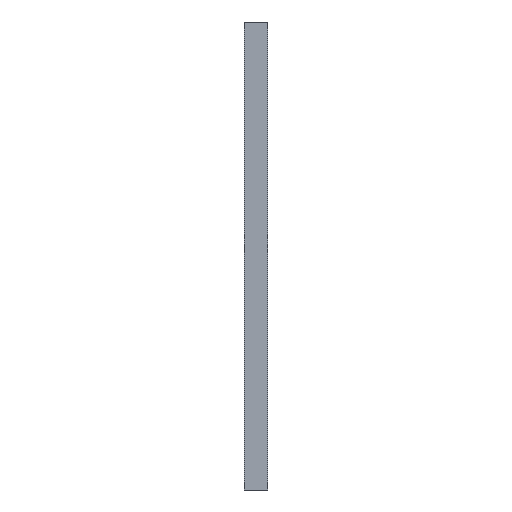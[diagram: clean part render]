
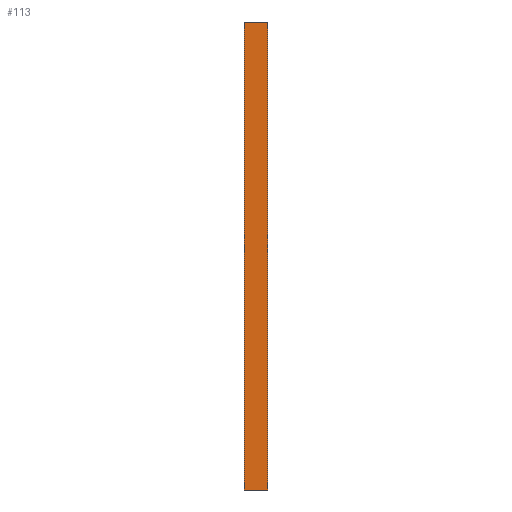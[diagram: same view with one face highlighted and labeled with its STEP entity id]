
A CAD part, left-side view. The second image highlights one B-rep face of the part: STEP entity #113.
In plain terms, the highlighted planar face has unit normal (-1, 0, 0).
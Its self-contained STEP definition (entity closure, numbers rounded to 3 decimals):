
#17 = EDGE_CURVE ( 'NONE', #644, #412, #1117, .T. ) ;
#86 = EDGE_CURVE ( 'NONE', #625, #412, #350, .T. ) ;
#113 = ADVANCED_FACE ( 'NONE', ( #1175 ), #1141, .T. ) ;
#145 = EDGE_CURVE ( 'NONE', #610, #625, #864, .T. ) ;
#243 = EDGE_CURVE ( 'NONE', #610, #644, #1852, .T. ) ;
#297 = VECTOR ( 'NONE', #1196, 1000. ) ;
#350 = LINE ( 'NONE', #562, #1969 ) ;
#412 = VERTEX_POINT ( 'NONE', #1606 ) ;
#554 = DIRECTION ( 'NONE',  ( 0., 0., 1. ) ) ;
#562 = CARTESIAN_POINT ( 'NONE',  ( -419.8, 17.8, -82.75 ) ) ;
#567 = DIRECTION ( 'NONE',  ( -1., 0., 0. ) ) ;
#571 = DIRECTION ( 'NONE',  ( 0., 0., 1. ) ) ;
#610 = VERTEX_POINT ( 'NONE', #1659 ) ;
#625 = VERTEX_POINT ( 'NONE', #1533 ) ;
#627 = CARTESIAN_POINT ( 'NONE',  ( -419.8, 11.45, -82.75 ) ) ;
#644 = VERTEX_POINT ( 'NONE', #1633 ) ;
#654 = CARTESIAN_POINT ( 'NONE',  ( -419.8, 11.45, -82.75 ) ) ;
#680 = ORIENTED_EDGE ( 'NONE', *, *, #145, .F. ) ;
#695 = EDGE_LOOP ( 'NONE', ( #956, #680, #1278, #946 ) ) ;
#864 = LINE ( 'NONE', #654, #2044 ) ;
#946 = ORIENTED_EDGE ( 'NONE', *, *, #17, .T. ) ;
#956 = ORIENTED_EDGE ( 'NONE', *, *, #86, .F. ) ;
#1117 = LINE ( 'NONE', #1220, #297 ) ;
#1141 = PLANE ( 'NONE',  #2182 ) ;
#1175 = FACE_OUTER_BOUND ( 'NONE', #695, .T. ) ;
#1196 = DIRECTION ( 'NONE',  ( 0., 1., 0. ) ) ;
#1220 = CARTESIAN_POINT ( 'NONE',  ( -419.8, 11.45, 44.25 ) ) ;
#1278 = ORIENTED_EDGE ( 'NONE', *, *, #243, .T. ) ;
#1436 = DIRECTION ( 'NONE',  ( 0., 1., 0. ) ) ;
#1465 = DIRECTION ( 'NONE',  ( 0., 0., 1. ) ) ;
#1533 = CARTESIAN_POINT ( 'NONE',  ( -419.8, 17.8, -82.75 ) ) ;
#1606 = CARTESIAN_POINT ( 'NONE',  ( -419.8, 17.8, 44.25 ) ) ;
#1633 = CARTESIAN_POINT ( 'NONE',  ( -419.8, 11.45, 44.25 ) ) ;
#1659 = CARTESIAN_POINT ( 'NONE',  ( -419.8, 11.45, -82.75 ) ) ;
#1852 = LINE ( 'NONE', #1854, #2172 ) ;
#1854 = CARTESIAN_POINT ( 'NONE',  ( -419.8, 11.45, -82.75 ) ) ;
#1969 = VECTOR ( 'NONE', #571, 1000. ) ;
#2044 = VECTOR ( 'NONE', #1436, 1000. ) ;
#2172 = VECTOR ( 'NONE', #1465, 1000. ) ;
#2182 = AXIS2_PLACEMENT_3D ( 'NONE', #627, #567, #554 ) ;
